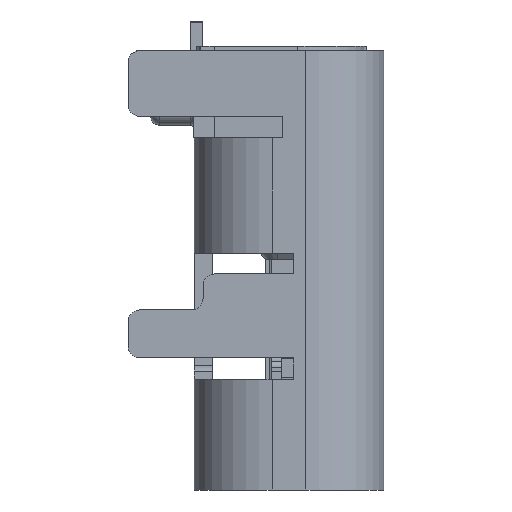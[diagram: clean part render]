
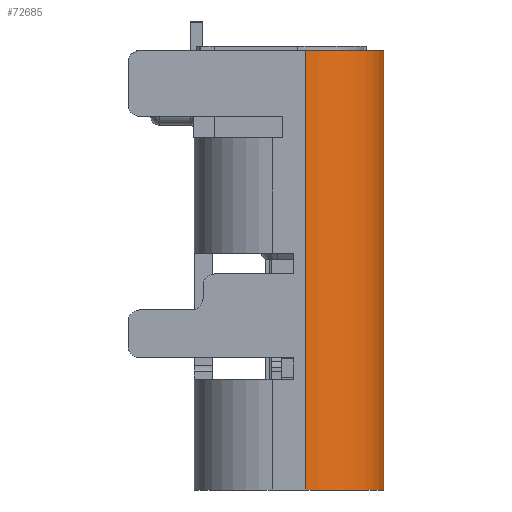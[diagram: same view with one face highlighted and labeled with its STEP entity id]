
A CAD part, front view. The second image highlights one B-rep face of the part: STEP entity #72685.
In plain terms, the highlighted cylindrical face has radius 1.3 mm (diameter 2.6 mm), a partial arc.
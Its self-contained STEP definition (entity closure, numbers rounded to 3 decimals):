
#117 = ORIENTED_EDGE ( 'NONE', *, *, #16145, .F. ) ;
#1646 = CARTESIAN_POINT ( 'NONE',  ( -3.17, 1.58, 5.82 ) ) ;
#3271 = EDGE_LOOP ( 'NONE', ( #64241, #117, #24980, #14218 ) ) ;
#4852 = FACE_OUTER_BOUND ( 'NONE', #3271, .T. ) ;
#5704 = DIRECTION ( 'NONE',  ( 0., 0., 1. ) ) ;
#7330 = DIRECTION ( 'NONE',  ( 1., 0., 0. ) ) ;
#11561 = CARTESIAN_POINT ( 'NONE',  ( -4.47, 0.28, -1.5 ) ) ;
#11905 = DIRECTION ( 'NONE',  ( 0., 0., 1. ) ) ;
#14218 = ORIENTED_EDGE ( 'NONE', *, *, #64215, .T. ) ;
#16145 = EDGE_CURVE ( 'NONE', #38474, #49691, #47277, .T. ) ;
#16743 = LINE ( 'NONE', #64872, #24700 ) ;
#22889 = VERTEX_POINT ( 'NONE', #72210 ) ;
#22972 = DIRECTION ( 'NONE',  ( 0., 0., 1. ) ) ;
#23922 = DIRECTION ( 'NONE',  ( 0., 0., 1. ) ) ;
#24700 = VECTOR ( 'NONE', #5704, 1000. ) ;
#24980 = ORIENTED_EDGE ( 'NONE', *, *, #59824, .F. ) ;
#28888 = CYLINDRICAL_SURFACE ( 'NONE', #65717, 1.3 ) ;
#33498 = VECTOR ( 'NONE', #41514, 1000. ) ;
#33637 = CARTESIAN_POINT ( 'NONE',  ( -3.17, 1.58, -1.5 ) ) ;
#35613 = LINE ( 'NONE', #11561, #33498 ) ;
#36771 = CARTESIAN_POINT ( 'NONE',  ( -4.47, 0.28, 5.82 ) ) ;
#38474 = VERTEX_POINT ( 'NONE', #1646 ) ;
#41514 = DIRECTION ( 'NONE',  ( 0., 0., 1. ) ) ;
#42259 = CARTESIAN_POINT ( 'NONE',  ( -3.17, 0.28, 5.82 ) ) ;
#42428 = EDGE_CURVE ( 'NONE', #22889, #49691, #35613, .T. ) ;
#42571 = CIRCLE ( 'NONE', #72831, 1.3 ) ;
#47277 = CIRCLE ( 'NONE', #49802, 1.3 ) ;
#49691 = VERTEX_POINT ( 'NONE', #36771 ) ;
#49802 = AXIS2_PLACEMENT_3D ( 'NONE', #42259, #11905, #77393 ) ;
#59824 = EDGE_CURVE ( 'NONE', #65987, #38474, #16743, .T. ) ;
#61365 = CARTESIAN_POINT ( 'NONE',  ( -3.17, 0.28, -1.5 ) ) ;
#64215 = EDGE_CURVE ( 'NONE', #65987, #22889, #42571, .T. ) ;
#64241 = ORIENTED_EDGE ( 'NONE', *, *, #42428, .T. ) ;
#64872 = CARTESIAN_POINT ( 'NONE',  ( -3.17, 1.58, -1.8 ) ) ;
#65717 = AXIS2_PLACEMENT_3D ( 'NONE', #77013, #22972, #71097 ) ;
#65987 = VERTEX_POINT ( 'NONE', #33637 ) ;
#71097 = DIRECTION ( 'NONE',  ( 1., 0., 0. ) ) ;
#72210 = CARTESIAN_POINT ( 'NONE',  ( -4.47, 0.28, -1.5 ) ) ;
#72685 = ADVANCED_FACE ( 'NONE', ( #4852 ), #28888, .T. ) ;
#72831 = AXIS2_PLACEMENT_3D ( 'NONE', #61365, #23922, #7330 ) ;
#77013 = CARTESIAN_POINT ( 'NONE',  ( -3.17, 0.28, -1.5 ) ) ;
#77393 = DIRECTION ( 'NONE',  ( 1., 0., 0. ) ) ;
